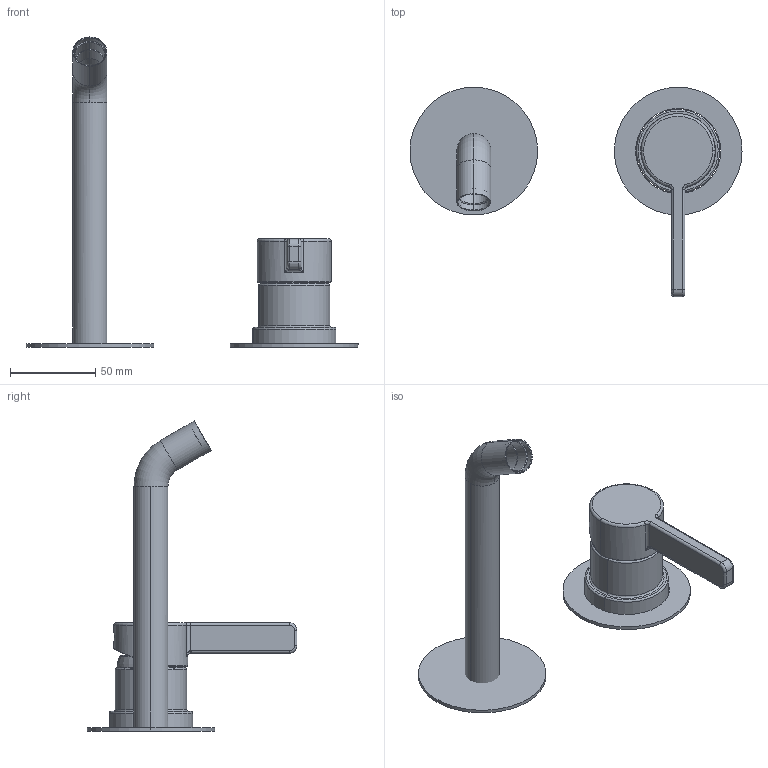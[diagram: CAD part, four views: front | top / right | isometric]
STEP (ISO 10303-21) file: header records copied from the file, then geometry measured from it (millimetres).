
FILE_DESCRIPTION (( 'STEP AP203' ), '1' );
FILE_NAME ('LAVABO DE EMPOTRAR AXIS BIG.STEP', '2019-05-02T14:58:49', ( 'Usuario' ), ( '' ), 'SwSTEP 2.0', 'SolidWorks 2016', '' );
FILE_SCHEMA (( 'CONFIG_CONTROL_DESIGN' ));
Length unit declared in the file: millimetre
Products named in the file (16): 1288 RACOR ALARGADOR PERINEAL_-01; LAVABO DE EMPOTRAR AXIS BIG; 1277 CAMISA CARTUCHO PERINEAL_-04; EMBELLECEDOR. 035 ABS CROMO PRESIÓN REBAJADO; CUERPO PERINEAL GALLAZINNI; 1117 TUERCA APRIETACARTUCHOS ENTER GREEN_-07; 1279 ARANDELA SUJECCIÓN CARTUCHO_-02; CARTUCHO SEDAL E-35 AZ SD_CITEC; 1280 ARANDELA SUJECCION TOMA Y CA埆_-02; 1363 PLAFÓN 75 MANETA LAVABO - PERINEAL EMPOTRAR CON POSTIZO_-01; 1278 BOBINA PERINEAL NUEVA_-02; 1364 PLAFÓN 75 CAÑO LAVABO - PERINEAL EMPOTRAR_-01; socket set screw cone point_din_DIN 914 - M5 x 6-S; 1838 CA埆 D=20 mm LAVABO EMPOTRAR TIME NEW 190 mm_-01; or an-10 12.37x2.62; 3119 MANETA AXIS MONOMANDO_-01
Assembly tree (13 placements, depth 2):
  1288 RACOR ALARGADOR PERINEAL_-01
  LAVABO DE EMPOTRAR AXIS BIG
    CUERPO PERINEAL GALLAZINNI
    1278 BOBINA PERINEAL NUEVA_-02
    socket set screw cone point_din_DIN 914 - M5 x 6-S
    or an-10 12.37x2.62  x2
    1277 CAMISA CARTUCHO PERINEAL_-04
    EMBELLECEDOR. 035 ABS CROMO PRESIÓN REBAJADO
    1117 TUERCA APRIETACARTUCHOS ENTER GREEN_-07
    CARTUCHO SEDAL E-35 AZ SD_CITEC
    1363 PLAFÓN 75 MANETA LAVABO - PERINEAL EMPOTRAR CON POSTIZO_-01
    1364 PLAFÓN 75 CAÑO LAVABO - PERINEAL EMPOTRAR_-01
    1838 CA埆 D=20 mm LAVABO EMPOTRAR TIME NEW 190 mm_-01
    3119 MANETA AXIS MONOMANDO_-01
  1279 ARANDELA SUJECCIÓN CARTUCHO_-02
  1280 ARANDELA SUJECCION TOMA Y CA埆_-02
Bounding box: 195 x 123.2 x 182.16 mm (x, y, z)
Volume: 115495.8 mm3; surface area: 79371 mm2
Topology: 13 solids, 13 shells, 475 faces, 1114 edges, 663 vertices
Faces by surface type: cylinder 182, plane 111, cone 79, torus 73, bspline 16, sphere 14
Entity records: 15949 total; most frequent: CARTESIAN_POINT 3365, DIRECTION 2494, ORIENTED_EDGE 2184, EDGE_CURVE 1092, AXIS2_PLACEMENT_3D 1023, VERTEX_POINT 659, CIRCLE 552, EDGE_LOOP 517
